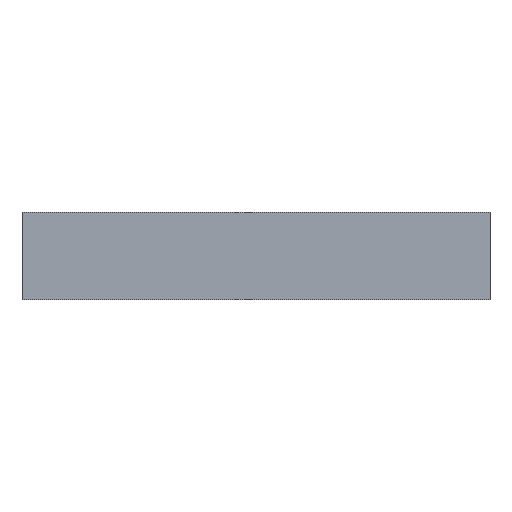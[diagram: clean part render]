
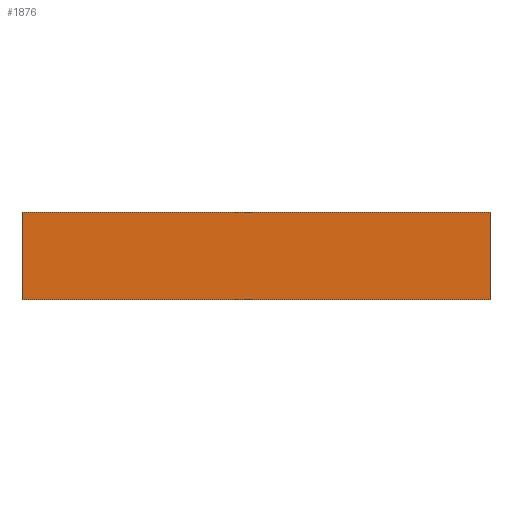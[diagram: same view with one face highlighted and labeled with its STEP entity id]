
A CAD part, front view. The second image highlights one B-rep face of the part: STEP entity #1876.
In plain terms, the highlighted free-form (B-spline) face has degree [1, 1] with [2, 2] control points.
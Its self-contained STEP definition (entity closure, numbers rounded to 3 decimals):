
#1841=(
BOUNDED_SURFACE()
B_SPLINE_SURFACE(1,1,((#1842,#1843),(#1844,#1845)),.UNSPECIFIED.,.F.,.F.,.F.)
B_SPLINE_SURFACE_WITH_KNOTS((2,2),(2,2),(0.000,1.000),(0.000,1.000),.UNSPECIFIED.)
GEOMETRIC_REPRESENTATION_ITEM()
RATIONAL_B_SPLINE_SURFACE(((1.,1.),(1.,1.)))
REPRESENTATION_ITEM('')
SURFACE()
);
#1842=CARTESIAN_POINT('',(2.,-2.5,0.75));
#1843=CARTESIAN_POINT('',(2.,-2.5,0.));
#1844=CARTESIAN_POINT('',(-2.,-2.5,0.75));
#1845=CARTESIAN_POINT('',(-2.,-2.5,0.));
#1846=CARTESIAN_POINT('',(2.,-2.5,0.75));
#1847=VERTEX_POINT('',#1846);
#1848=(
BOUNDED_CURVE()
B_SPLINE_CURVE(1,(#1849,#1850),.UNSPECIFIED.,.F.,.F.)
B_SPLINE_CURVE_WITH_KNOTS((2,2),(0.000,1.000),.UNSPECIFIED.)
CURVE()
GEOMETRIC_REPRESENTATION_ITEM()
RATIONAL_B_SPLINE_CURVE((1.,1.))
REPRESENTATION_ITEM('')
);
#1849=CARTESIAN_POINT('',(2.,-2.5,0.75));
#1850=CARTESIAN_POINT('',(2.,-2.5,0.));
#1851=CARTESIAN_POINT('',(2.,-2.5,0.));
#1852=VERTEX_POINT('',#1851);
#1853=EDGE_CURVE('',#1847,#1852,#1848,.T.);
#1854=ORIENTED_EDGE('',*,*,#1853,.T.);
#1855=(
BOUNDED_CURVE()
B_SPLINE_CURVE(1,(#1856,#1857),.UNSPECIFIED.,.F.,.F.)
B_SPLINE_CURVE_WITH_KNOTS((2,2),(0.000,1.000),.UNSPECIFIED.)
CURVE()
GEOMETRIC_REPRESENTATION_ITEM()
RATIONAL_B_SPLINE_CURVE((1.,1.))
REPRESENTATION_ITEM('')
);
#1856=CARTESIAN_POINT('',(2.,-2.5,0.));
#1857=CARTESIAN_POINT('',(-2.,-2.5,0.));
#1858=CARTESIAN_POINT('',(-2.,-2.5,0.));
#1859=VERTEX_POINT('',#1858);
#1860=EDGE_CURVE('',#1852,#1859,#1855,.T.);
#1861=ORIENTED_EDGE('',*,*,#1860,.T.);
#1862=(
BOUNDED_CURVE()
B_SPLINE_CURVE(1,(#1863,#1864),.UNSPECIFIED.,.F.,.F.)
B_SPLINE_CURVE_WITH_KNOTS((2,2),(0.000,1.000),.UNSPECIFIED.)
CURVE()
GEOMETRIC_REPRESENTATION_ITEM()
RATIONAL_B_SPLINE_CURVE((1.,1.))
REPRESENTATION_ITEM('')
);
#1863=CARTESIAN_POINT('',(-2.,-2.5,0.));
#1864=CARTESIAN_POINT('',(-2.,-2.5,0.75));
#1865=CARTESIAN_POINT('',(-2.,-2.5,0.75));
#1866=VERTEX_POINT('',#1865);
#1867=EDGE_CURVE('',#1859,#1866,#1862,.T.);
#1868=ORIENTED_EDGE('',*,*,#1867,.T.);
#1869=(
BOUNDED_CURVE()
B_SPLINE_CURVE(1,(#1870,#1871),.UNSPECIFIED.,.F.,.F.)
B_SPLINE_CURVE_WITH_KNOTS((2,2),(0.000,1.000),.UNSPECIFIED.)
CURVE()
GEOMETRIC_REPRESENTATION_ITEM()
RATIONAL_B_SPLINE_CURVE((1.,1.))
REPRESENTATION_ITEM('')
);
#1870=CARTESIAN_POINT('',(-2.,-2.5,0.75));
#1871=CARTESIAN_POINT('',(2.,-2.5,0.75));
#1872=EDGE_CURVE('',#1866,#1847,#1869,.T.);
#1873=ORIENTED_EDGE('',*,*,#1872,.T.);
#1874=EDGE_LOOP('',(#1854,#1861,#1868,#1873));
#1875=FACE_OUTER_BOUND('',#1874,.T.);
#1876=ADVANCED_FACE('',(#1875),#1841,.T.);
